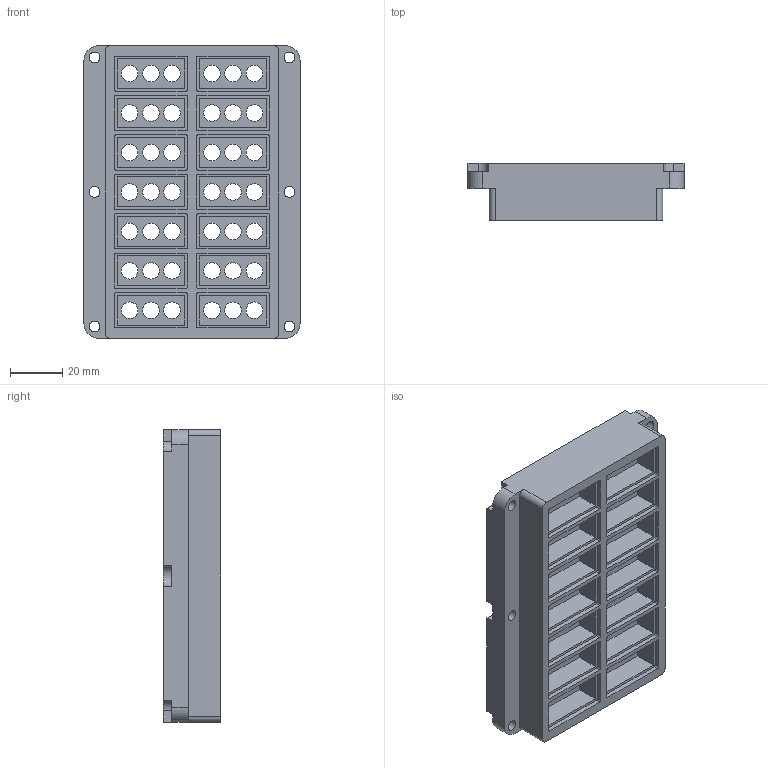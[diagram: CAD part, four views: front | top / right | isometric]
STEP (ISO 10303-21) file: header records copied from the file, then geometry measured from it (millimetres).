
FILE_DESCRIPTION(/* description */ (''),/* implementation_level */ '2;1');
FILE_NAME(/* name */ 'Frame.step',/* time_stamp */ '2020-02-23T10:42:41-06:00',/* author */ (''),/* organization */ (''),/* preprocessor_version */ 'ST-DEVELOPER v18',/* originating_system */ 'Autodesk Translation Framework v8.12.0.6',/* authorisation */ '');
FILE_SCHEMA (('AUTOMOTIVE_DESIGN { 1 0 10303 214 3 1 1 }'));
Length unit declared in the file: inch
Products named in the file (1): Frame
Bounding box: 82.8 x 21.84 x 112.22 mm (x, y, z)
Volume: 78476.8 mm3; surface area: 42306.8 mm2
Topology: 1 solids, 1 shells, 385 faces, 1024 edges, 684 vertices
Faces by surface type: plane 255, cylinder 126, cone 4
Full cylindrical faces by diameter (mm): 2.769 x4, 4.115 x6, 6.35 x42
Entity records: 12184 total; most frequent: CARTESIAN_POINT 2090, DIRECTION 2052, ORIENTED_EDGE 2040, EDGE_CURVE 1020, LINE 760, VECTOR 760, VERTEX_POINT 684, AXIS2_PLACEMENT_3D 646
